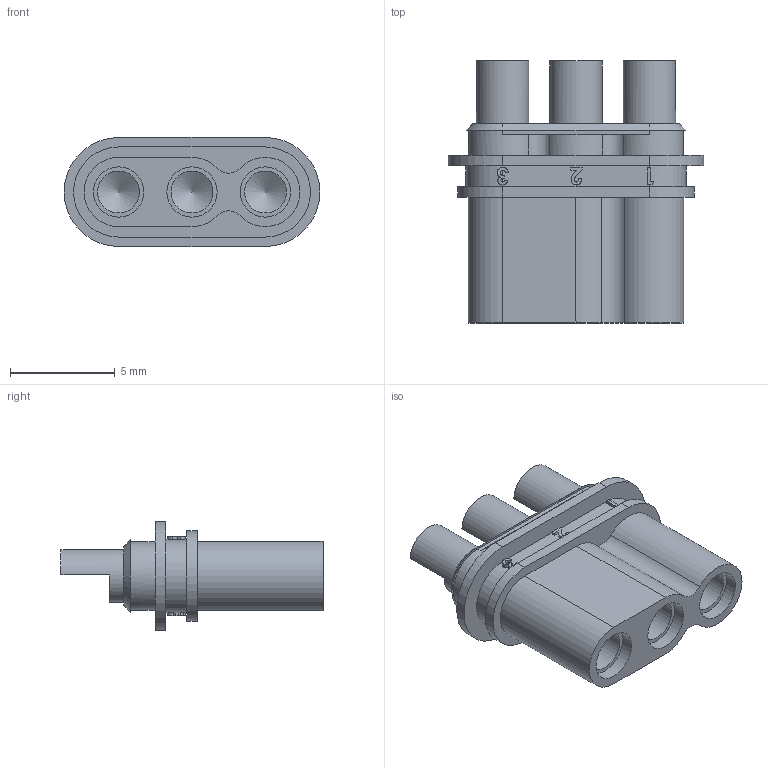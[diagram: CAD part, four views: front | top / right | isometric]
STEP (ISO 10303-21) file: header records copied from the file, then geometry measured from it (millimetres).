
FILE_DESCRIPTION(/* description */ ('Designed by EasyEDA Pro'),/* implementation_level */ '2;1');
FILE_NAME(/* name */ 'MR30-FB2.stp',/* time_stamp */ '2024-01-01T15:53:05+08:00',/* author */ ('20220615'),/* organization */ ('Open CASCADE'),/* preprocessor_version */ 'ST-DEVELOPER v19',/* originating_system */ 'Autodesk Inventor 2023',/* authorisation */ 'Unknown');
FILE_SCHEMA (('AUTOMOTIVE_DESIGN { 1 0 10303 214 3 1 1 }'));
Length unit declared in the file: millimetre
Products named in the file (7): PCBModel; J1; MR30-FB; SOLID; SOLID_1; SOLID_2; SOLID_3
Assembly tree (6 placements, depth 4):
  PCBModel
    J1
      MR30-FB
        SOLID
        SOLID_1
        SOLID_2
        SOLID_3
Bounding box: 12.2 x 12.5 x 5.2 mm (x, y, z)
Volume: 246.3 mm3; surface area: 1024.9 mm2
Topology: 4 solids, 4 shells, 170 faces, 449 edges, 297 vertices
Faces by surface type: plane 84, cylinder 40, bspline 38, cone 8
Full cylindrical faces by diameter (mm): 1.4 x3, 2 x3, 2.4 x6, 2.5 x6
Entity records: 8419 total; most frequent: CARTESIAN_POINT 4040, ORIENTED_EDGE 886, DIRECTION 760, EDGE_CURVE 443, VERTEX_POINT 297, AXIS2_PLACEMENT_3D 254, LINE 252, VECTOR 252
